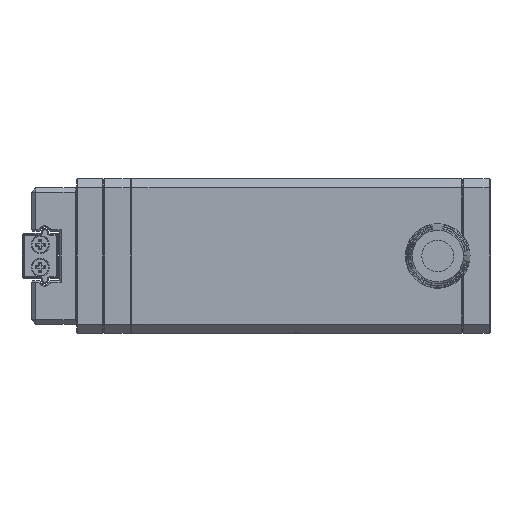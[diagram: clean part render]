
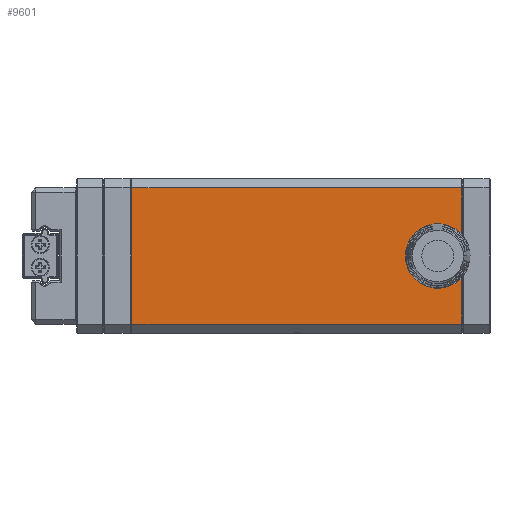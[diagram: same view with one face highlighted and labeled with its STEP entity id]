
A CAD part, left-side view. The second image highlights one B-rep face of the part: STEP entity #9601.
In plain terms, the highlighted planar face has unit normal (-1, 0, 0).
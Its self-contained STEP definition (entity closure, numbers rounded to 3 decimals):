
#1431 = VECTOR ( 'NONE', #26037, 1000. ) ;
#1546 = LINE ( 'NONE', #11363, #1431 ) ;
#1734 = LINE ( 'NONE', #19176, #5270 ) ;
#2033 = DIRECTION ( 'NONE',  ( 0., 1., 0. ) ) ;
#3228 = CARTESIAN_POINT ( 'NONE',  ( -22., -36.3, -17. ) ) ;
#3498 = VECTOR ( 'NONE', #21360, 1000. ) ;
#4294 = CARTESIAN_POINT ( 'NONE',  ( -22., -31., -4.7 ) ) ;
#4337 = CARTESIAN_POINT ( 'NONE',  ( -22., 36.3, 15. ) ) ;
#4792 = DIRECTION ( 'NONE',  ( 1., 0., 0. ) ) ;
#5270 = VECTOR ( 'NONE', #2033, 1000. ) ;
#5301 = CARTESIAN_POINT ( 'NONE',  ( -22., 36.3, -15. ) ) ;
#6517 = EDGE_CURVE ( 'NONE', #8367, #12391, #17243, .T. ) ;
#7475 = EDGE_CURVE ( 'NONE', #23603, #8367, #14059, .T. ) ;
#7924 = VERTEX_POINT ( 'NONE', #21329 ) ;
#8367 = VERTEX_POINT ( 'NONE', #19662 ) ;
#8667 = EDGE_CURVE ( 'NONE', #22151, #23603, #26856, .T. ) ;
#8993 = VERTEX_POINT ( 'NONE', #4337 ) ;
#9326 = VECTOR ( 'NONE', #15559, 1000. ) ;
#9350 = CIRCLE ( 'NONE', #24166, 4.7 ) ;
#9601 = ADVANCED_FACE ( 'NONE', ( #13123 ), #17733, .F. ) ;
#9756 = CARTESIAN_POINT ( 'NONE',  ( -22., 36.5, -4.7 ) ) ;
#10269 = VECTOR ( 'NONE', #15080, 1000. ) ;
#10392 = DIRECTION ( 'NONE',  ( 0., 0., -1. ) ) ;
#11313 = VERTEX_POINT ( 'NONE', #25195 ) ;
#11363 = CARTESIAN_POINT ( 'NONE',  ( -22., 36.5, 4.7 ) ) ;
#12391 = VERTEX_POINT ( 'NONE', #4294 ) ;
#13030 = ORIENTED_EDGE ( 'NONE', *, *, #8667, .T. ) ;
#13123 = FACE_OUTER_BOUND ( 'NONE', #30513, .T. ) ;
#14059 = LINE ( 'NONE', #16103, #3498 ) ;
#14197 = ORIENTED_EDGE ( 'NONE', *, *, #7475, .T. ) ;
#14591 = DIRECTION ( 'NONE',  ( 0., 0., -1. ) ) ;
#14758 = ORIENTED_EDGE ( 'NONE', *, *, #29916, .T. ) ;
#15080 = DIRECTION ( 'NONE',  ( 0., 0., -1. ) ) ;
#15172 = DIRECTION ( 'NONE',  ( 1., 0., 0. ) ) ;
#15268 = ORIENTED_EDGE ( 'NONE', *, *, #30267, .T. ) ;
#15559 = DIRECTION ( 'NONE',  ( 0., 0., 1. ) ) ;
#16098 = ORIENTED_EDGE ( 'NONE', *, *, #19921, .T. ) ;
#16103 = CARTESIAN_POINT ( 'NONE',  ( -22., -36.3, -17. ) ) ;
#17243 = LINE ( 'NONE', #9756, #29066 ) ;
#17585 = CARTESIAN_POINT ( 'NONE',  ( -22., 36.5, -17. ) ) ;
#17733 = PLANE ( 'NONE',  #30979 ) ;
#18099 = EDGE_CURVE ( 'NONE', #8993, #22151, #27219, .T. ) ;
#18463 = CARTESIAN_POINT ( 'NONE',  ( -22., 36.3, -15. ) ) ;
#19176 = CARTESIAN_POINT ( 'NONE',  ( -22., 36.5, 15. ) ) ;
#19506 = DIRECTION ( 'NONE',  ( 0., 1., 0. ) ) ;
#19662 = CARTESIAN_POINT ( 'NONE',  ( -22., -36.3, -4.7 ) ) ;
#19921 = EDGE_CURVE ( 'NONE', #7924, #11313, #1546, .T. ) ;
#20728 = CARTESIAN_POINT ( 'NONE',  ( -22., -36.3, 15. ) ) ;
#20995 = VECTOR ( 'NONE', #24304, 1000. ) ;
#21329 = CARTESIAN_POINT ( 'NONE',  ( -22., -31., 4.7 ) ) ;
#21360 = DIRECTION ( 'NONE',  ( 0., 0., 1. ) ) ;
#21598 = CARTESIAN_POINT ( 'NONE',  ( -22., 36.5, -15. ) ) ;
#21914 = CARTESIAN_POINT ( 'NONE',  ( -22., -31., 0. ) ) ;
#22151 = VERTEX_POINT ( 'NONE', #18463 ) ;
#23603 = VERTEX_POINT ( 'NONE', #28501 ) ;
#24166 = AXIS2_PLACEMENT_3D ( 'NONE', #21914, #4792, #14591 ) ;
#24304 = DIRECTION ( 'NONE',  ( 0., -1., 0. ) ) ;
#24854 = VERTEX_POINT ( 'NONE', #20728 ) ;
#25195 = CARTESIAN_POINT ( 'NONE',  ( -22., -36.3, 4.7 ) ) ;
#26037 = DIRECTION ( 'NONE',  ( 0., -1., 0. ) ) ;
#26856 = LINE ( 'NONE', #21598, #20995 ) ;
#27219 = LINE ( 'NONE', #5301, #10269 ) ;
#27369 = LINE ( 'NONE', #3228, #9326 ) ;
#28501 = CARTESIAN_POINT ( 'NONE',  ( -22., -36.3, -15. ) ) ;
#29066 = VECTOR ( 'NONE', #19506, 1000. ) ;
#29341 = ORIENTED_EDGE ( 'NONE', *, *, #30891, .T. ) ;
#29916 = EDGE_CURVE ( 'NONE', #12391, #7924, #9350, .T. ) ;
#30267 = EDGE_CURVE ( 'NONE', #24854, #8993, #1734, .T. ) ;
#30513 = EDGE_LOOP ( 'NONE', ( #16098, #29341, #15268, #31353, #13030, #14197, #31055, #14758 ) ) ;
#30891 = EDGE_CURVE ( 'NONE', #11313, #24854, #27369, .T. ) ;
#30979 = AXIS2_PLACEMENT_3D ( 'NONE', #17585, #15172, #10392 ) ;
#31055 = ORIENTED_EDGE ( 'NONE', *, *, #6517, .T. ) ;
#31353 = ORIENTED_EDGE ( 'NONE', *, *, #18099, .T. ) ;
